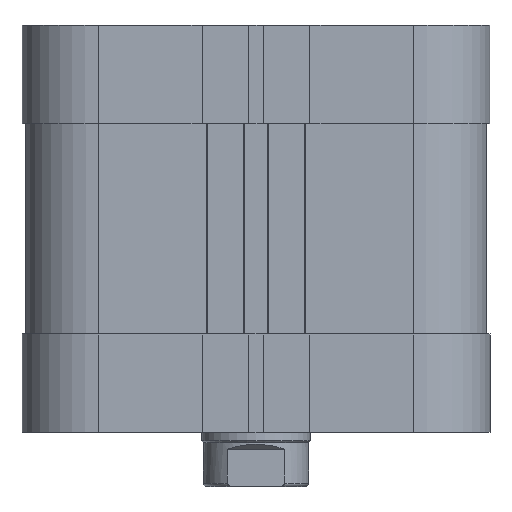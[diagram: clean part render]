
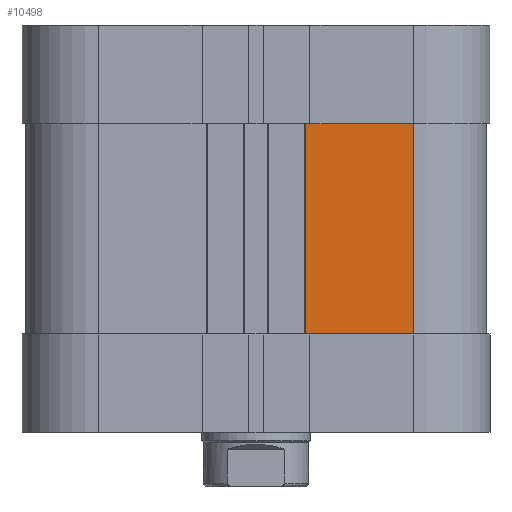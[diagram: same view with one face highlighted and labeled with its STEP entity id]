
A CAD part, front view. The second image highlights one B-rep face of the part: STEP entity #10498.
In plain terms, the highlighted planar face has unit normal (0, -1, 0).
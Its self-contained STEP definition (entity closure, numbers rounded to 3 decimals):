
#242=LINE('',#15905,#1040);
#348=LINE('',#16375,#1146);
#459=LINE('',#16701,#1257);
#460=LINE('',#16703,#1258);
#1040=VECTOR('',#12717,15.9);
#1146=VECTOR('',#13083,15.9);
#1257=VECTOR('',#13462,31.);
#1258=VECTOR('',#13465,31.);
#2122=PLANE('',#11446);
#2825=FACE_OUTER_BOUND('',#3580,.T.);
#3580=EDGE_LOOP('',(#8357,#8358,#8359,#8360));
#4916=VERTEX_POINT('',#15902);
#4917=VERTEX_POINT('',#15904);
#5150=VERTEX_POINT('',#16372);
#5151=VERTEX_POINT('',#16374);
#6022=EDGE_CURVE('',#4916,#4917,#242,.T.);
#6256=EDGE_CURVE('',#5151,#5150,#348,.T.);
#6418=EDGE_CURVE('',#4916,#5151,#459,.T.);
#6419=EDGE_CURVE('',#4917,#5150,#460,.T.);
#8357=ORIENTED_EDGE('',*,*,#6256,.T.);
#8358=ORIENTED_EDGE('',*,*,#6419,.F.);
#8359=ORIENTED_EDGE('',*,*,#6022,.F.);
#8360=ORIENTED_EDGE('',*,*,#6418,.T.);
#10498=ADVANCED_FACE('',(#2825),#2122,.T.);
#11446=AXIS2_PLACEMENT_3D('',#16702,#13463,#13464);
#12717=DIRECTION('',(-1.,0.,0.));
#13083=DIRECTION('',(-1.,0.,0.));
#13462=DIRECTION('',(0.,0.,1.));
#13463=DIRECTION('center_axis',(0.,-1.,0.));
#13464=DIRECTION('ref_axis',(0.,0.,-1.));
#13465=DIRECTION('',(0.,0.,1.));
#15902=CARTESIAN_POINT('',(23.25,-34.,-31.));
#15904=CARTESIAN_POINT('',(7.35,-34.,-31.));
#15905=CARTESIAN_POINT('',(23.25,-34.,-31.));
#16372=CARTESIAN_POINT('',(7.35,-34.,0.));
#16374=CARTESIAN_POINT('',(23.25,-34.,0.));
#16375=CARTESIAN_POINT('',(23.25,-34.,0.));
#16701=CARTESIAN_POINT('',(23.25,-34.,-31.));
#16702=CARTESIAN_POINT('Origin',(23.25,-34.,-31.));
#16703=CARTESIAN_POINT('',(7.35,-34.,-31.));
